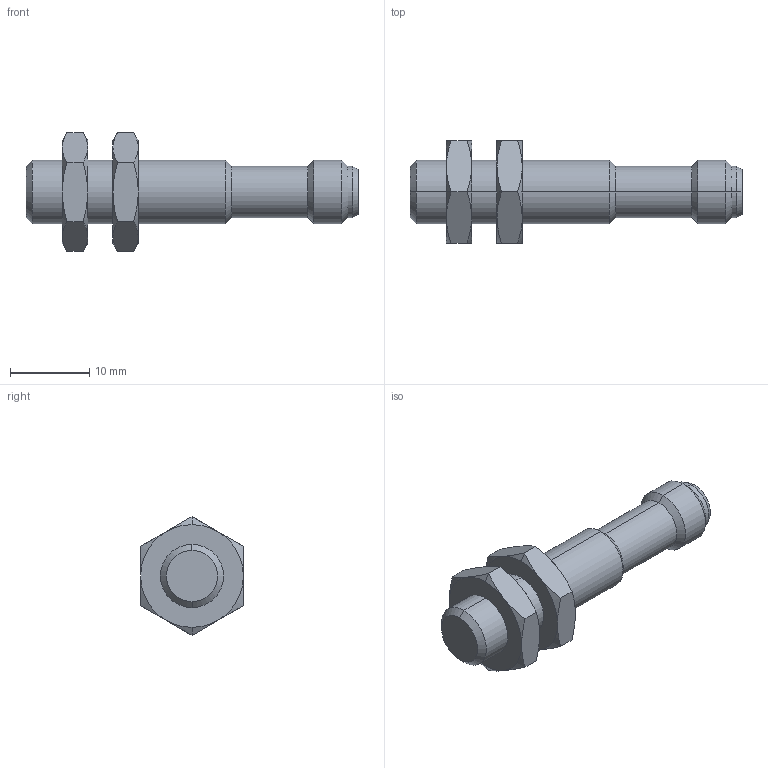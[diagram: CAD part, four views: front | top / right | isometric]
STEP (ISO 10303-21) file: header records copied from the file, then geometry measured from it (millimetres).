
FILE_DESCRIPTION(('starvars output'),'2;1');
FILE_NAME('cv20200403083556000020953.stp','08:35:56 2020/04/03',( 'Thomas Industrial Network Germany GmbH'),( 'Thomas Industrial Network Germany GmbH'),'unknown preprocess','ACIS' ,'unknown authorization');
FILE_SCHEMA(('AUTOMOTIVE_DESIGN_CC2 {UNKNOWN IMPLEMENTATION LEVEL}'));
Length unit declared in the file: millimetre
Products named in the file (1): PRODUCT_ID_1
Bounding box: 42 x 13 x 15.01 mm (x, y, z)
Volume: 2409.4 mm3; surface area: 1674.8 mm2
Topology: 1 solids, 1 shells, 87 faces, 180 edges, 104 vertices
Faces by surface type: cone 42, plane 23, cylinder 22
Entity records: 2511 total; most frequent: CARTESIAN_POINT 369, ORIENTED_EDGE 360, DIRECTION 190, EDGE_CURVE 180, VERTEX_POINT 104, EDGE_LOOP 96, FACE_BOUND 96, STYLED_ITEM 88
